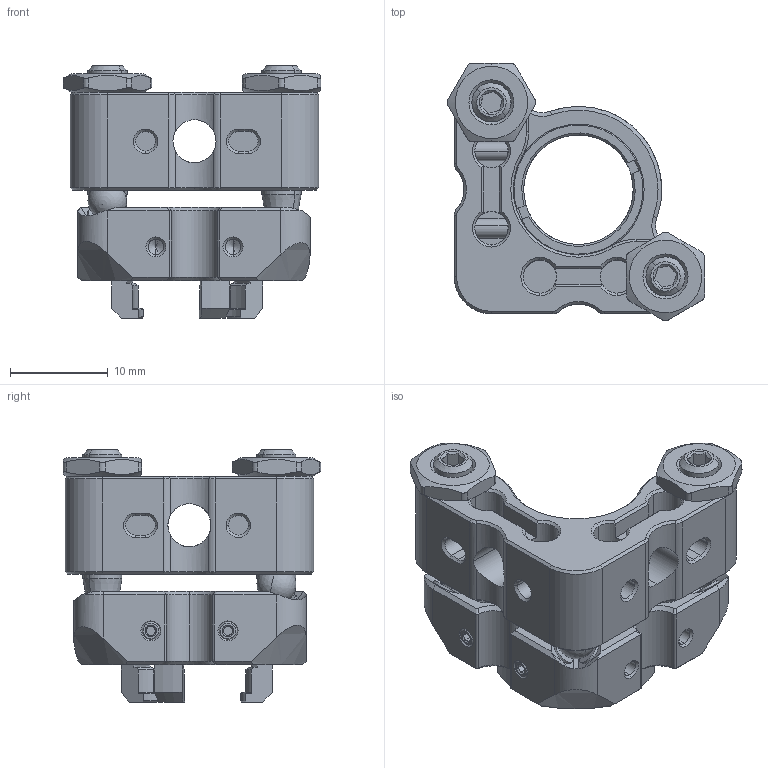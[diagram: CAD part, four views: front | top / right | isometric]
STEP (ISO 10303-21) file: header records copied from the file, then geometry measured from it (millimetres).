
FILE_DESCRIPTION (( 'STEP AP203' ), '1' );
FILE_NAME ('1.1.20.24_ZJO-PSM0.5-2.STEP', '2024-05-27T01:59:33', ( '' ), ( '' ), 'SwSTEP 2.0', 'SolidWorks 2021', '' );
FILE_SCHEMA (( 'CONFIG_CONTROL_DESIGN' ));
Length unit declared in the file: millimetre
Products named in the file (11): DXS-0425梓袧倰鞠褒覃誹ん _3.2.2.3.1-DXS-0425-16; ZFKｲｻﾐ篋ﾖﾍｸｾｵｿｨｻｷﾑｹﾈｦ_1.8.9.1_ZFKS-K05; 32.5.1-6，蓝宝石垫片，A_32.5.6-QL-φ2.5x0.26; 36.1，440c不锈钢滚珠_36.1.5_GZ-B3; DXS-0425梓袧牉挴蹟佪_3.2.2.3-DXS-0425-16; 36.1，440c不锈钢滚珠_36.1.6_GZ-B4; 30.5.101-105，LPJ2，M2不锈钢平头紧定螺丝_30.5.101-LPJ2*5; 替代进口不锈钢光学调整架后面板，用于φ0.5英寸光学元件_1.1.20.1.2_替代进口不锈钢光学调整架后面板，用于φ0.5英寸光学元件，两轴; 标准细牙锁紧螺母，外六角_3.2.6.19_DXJ-S0425-0802; 1.1.20.24_ZJO-PSM0.5-2; 1.1.20.24.1_替代进口不锈钢光学调整架前面板，低变形，SM0.5，含两个卡环，两轴
Assembly tree (18 placements, depth 3):
  1.1.20.24_ZJO-PSM0.5-2
    替代进口不锈钢光学调整架后面板，用于φ0.5英寸光学元件_1.1.20.1.2_替代进口不锈钢光学调整架后面板，用于φ0.5英寸光学元件，两轴
    1.1.20.24.1_替代进口不锈钢光学调整架前面板，低变形，SM0.5，含两个卡环，两轴
    32.5.1-6，蓝宝石垫片，A_32.5.6-QL-φ2.5x0.26  x6
    DXS-0425梓袧牉挴蹟佪_3.2.2.3-DXS-0425-16  x2
      DXS-0425梓袧倰鞠褒覃誹ん _3.2.2.3.1-DXS-0425-16
      36.1，440c不锈钢滚珠_36.1.5_GZ-B3
    36.1，440c不锈钢滚珠_36.1.6_GZ-B4
    30.5.101-105，LPJ2，M2不锈钢平头紧定螺丝_30.5.101-LPJ2*5  x2
    标准细牙锁紧螺母，外六角_3.2.6.19_DXJ-S0425-0802  x2
    ZFKｲｻﾐ篋ﾖﾍｸｾｵｿｨｻｷﾑｹﾈｦ_1.8.9.1_ZFKS-K05
Bounding box: 26.33 x 26.31 x 25.79 mm (x, y, z)
Volume: 4379.7 mm3; surface area: 5402.8 mm2
Topology: 18 solids, 18 shells, 527 faces, 1322 edges, 822 vertices
Faces by surface type: cone 183, plane 173, cylinder 153, bspline 12, sphere 6
Entity records: 15801 total; most frequent: CARTESIAN_POINT 3887, ORIENTED_EDGE 2230, DIRECTION 2204, EDGE_CURVE 1115, AXIS2_PLACEMENT_3D 853, VERTEX_POINT 698, VECTOR 498, LINE 498
